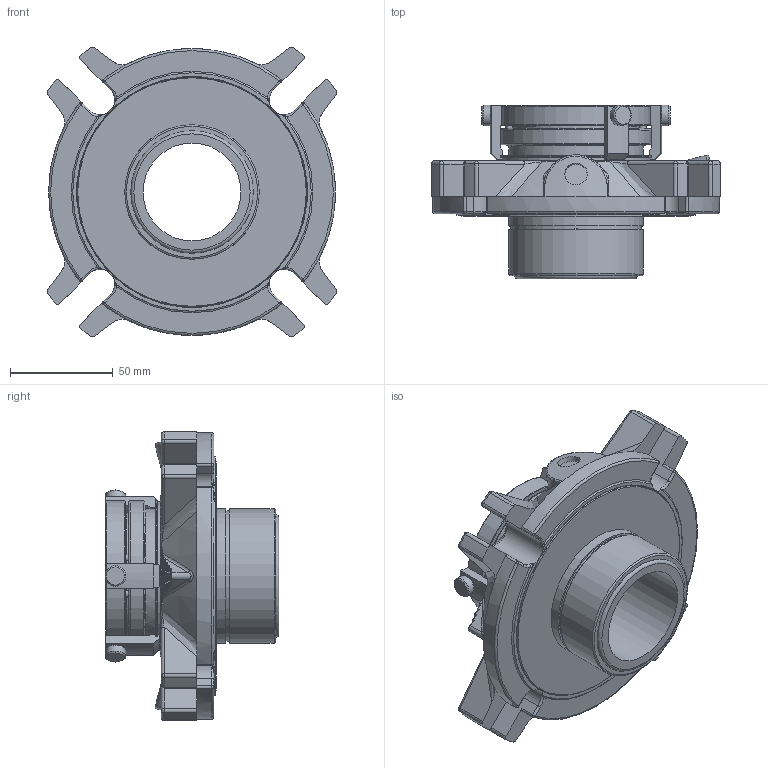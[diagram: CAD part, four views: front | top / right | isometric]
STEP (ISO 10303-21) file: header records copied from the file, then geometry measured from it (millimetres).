
FILE_DESCRIPTION(/* description */ ('Unknown'),/* implementation_level */ '2;1');
FILE_NAME(/* name */ '1.875 CDPN ANSI+ SEAL ARRANGEMENT',/* time_stamp */ '2023-04-20T09:56:47-04:00',/* author */ ('Unknown'),/* organization */ ('Unknown'),/* preprocessor_version */ 'ST-DEVELOPER v18.102',/* originating_system */ 'Solid Edge',/* authorisation */ 'Unknown');
FILE_SCHEMA (('AUTOMOTIVE_DESIGN {1 0 10303 214 3 1 1}'));
Length unit declared in the file: millimetre
Products named in the file (1): 3213494-1.875 CDPN ANSI+ SEAL ARRANGEMENT
Bounding box: 140.88 x 84.43 x 140.88 mm (x, y, z)
Volume: 445432.9 mm3; surface area: 78000.4 mm2
Topology: 1 solids, 1 shells, 636 faces, 1623 edges, 966 vertices
Faces by surface type: cylinder 220, plane 156, bspline 107, torus 83, sphere 39, cone 31
Full cylindrical faces by diameter (mm): 2.87 x1, 3.096 x1, 3.175 x2, 10 x4, 10.998 x3, 47.625 x1, 59.563 x1, 61.011 x1, 63.576 x1, 65.354 x1, 65.38 x1, 65.405 x1, 72.517 x1, 73.304 x1, 74.041 x1, 111.125 x1, 111.76 x1
Entity records: 20063 total; most frequent: CARTESIAN_POINT 5899, ORIENTED_EDGE 3000, DIRECTION 2904, EDGE_CURVE 1500, AXIS2_PLACEMENT_3D 1205, VERTEX_POINT 930, EDGE_LOOP 716, FACE_BOUND 716
